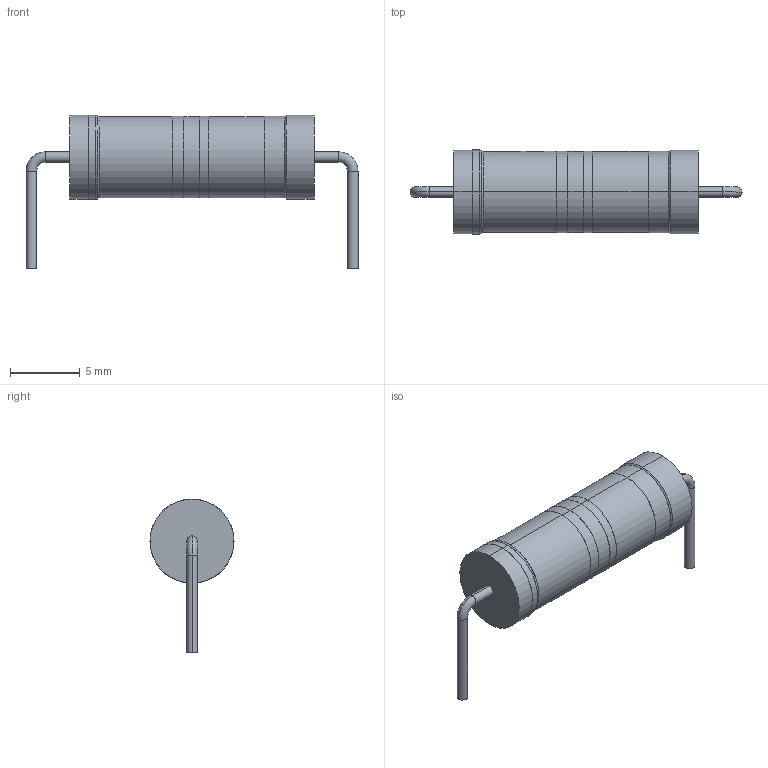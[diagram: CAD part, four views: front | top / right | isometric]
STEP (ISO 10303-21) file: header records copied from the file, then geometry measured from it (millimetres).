
FILE_DESCRIPTION (( 'STEP AP214' ), '1' );
FILE_NAME ('RES-TH_BD6.0-L17.5-P21.50-D0.8.step', '2022-07-28T09:18:30', ( '' ), ( '' ), 'SwSTEP 2.0', 'SolidWorks 2020', '' );
FILE_SCHEMA (( 'AUTOMOTIVE_DESIGN' ));
Length unit declared in the file: millimetre
Products named in the file (1): RES-TH_BD6.0-L17.5-P21.50-D0.8
Bounding box: 23.75 x 6.02 x 11.01 mm (x, y, z)
Volume: 479.7 mm3; surface area: 429.9 mm2
Topology: 1 solids, 1 shells, 272 faces, 709 edges, 468 vertices
Faces by surface type: plane 119, bspline 98, cylinder 47, torus 4, cone 4
Entity records: 12986 total; most frequent: CARTESIAN_POINT 4527, ORIENTED_EDGE 1418, DIRECTION 711, EDGE_CURVE 709, VERTEX_POINT 468, EDGE_LOOP 301, UNCERTAINTY_MEASURE_WITH_UNIT 275, FILL_AREA_STYLE 274
